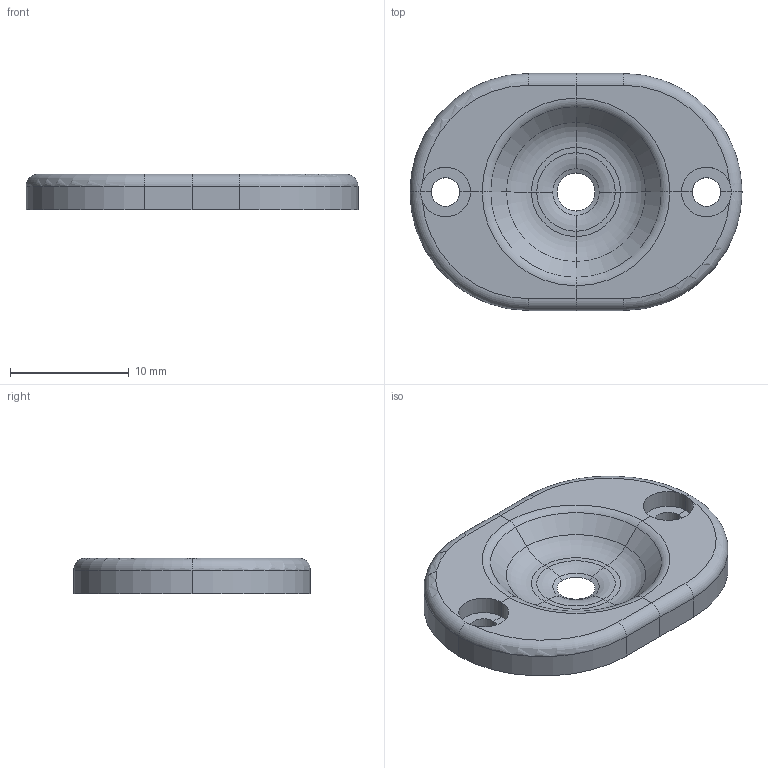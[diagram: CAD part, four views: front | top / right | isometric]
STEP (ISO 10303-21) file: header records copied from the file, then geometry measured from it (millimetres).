
FILE_DESCRIPTION(/* description */ (''),/* implementation_level */ '2;1');
FILE_NAME(/* name */ 'main_button_protector.step',/* time_stamp */ '2021-11-20T16:10:52+01:00',/* author */ (''),/* organization */ (''),/* preprocessor_version */ 'ST-DEVELOPER v18.1',/* originating_system */ 'Autodesk Translation Framework v10.10.0.1391',/* authorisation */ '');
FILE_SCHEMA (('AUTOMOTIVE_DESIGN { 1 0 10303 214 3 1 1 }'));
Length unit declared in the file: millimetre
Products named in the file (1): main_button_protector
Bounding box: 28 x 20 x 3 mm (x, y, z)
Volume: 1037.1 mm3; surface area: 1328.3 mm2
Topology: 4 solids, 4 shells, 72 faces, 188 edges, 124 vertices
Faces by surface type: plane 32, cylinder 16, torus 16, cone 8
Entity records: 2294 total; most frequent: DIRECTION 422, CARTESIAN_POINT 405, ORIENTED_EDGE 376, EDGE_CURVE 188, AXIS2_PLACEMENT_3D 165, VERTEX_POINT 124, LINE 92, VECTOR 92
